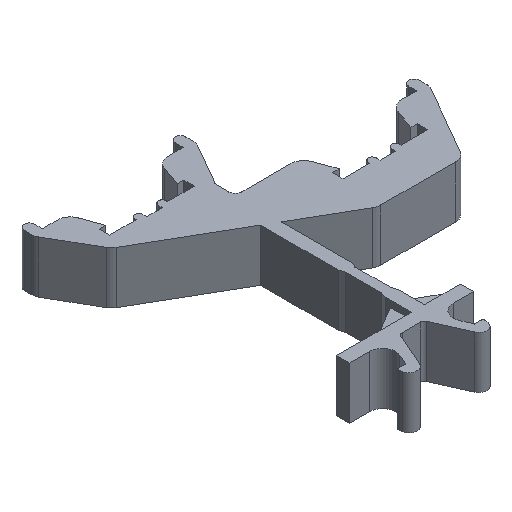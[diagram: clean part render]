
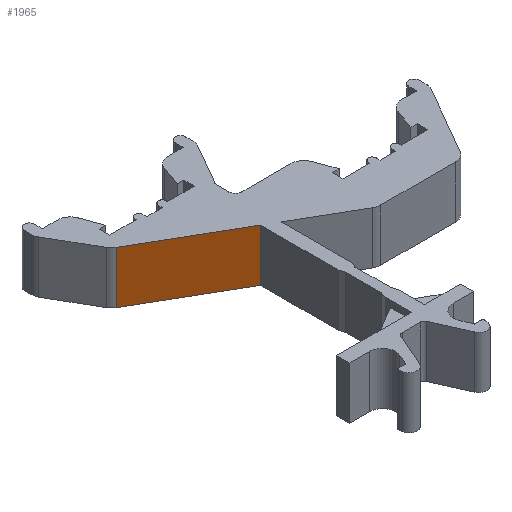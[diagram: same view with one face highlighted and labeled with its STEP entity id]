
A CAD part, isometric view. The second image highlights one B-rep face of the part: STEP entity #1965.
In plain terms, the highlighted planar face has unit normal (-0.5, -0.866, 0).
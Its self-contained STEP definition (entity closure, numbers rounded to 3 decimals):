
#428=DIRECTION('',(0.866,-0.5,0.));
#429=VECTOR('',#428,8.108);
#430=CARTESIAN_POINT('',(-6.022,7.334,-2.));
#431=LINE('',#430,#429);
#432=DIRECTION('',(0.,0.,1.));
#433=VECTOR('',#432,4.);
#434=CARTESIAN_POINT('',(1.,3.28,-2.));
#435=LINE('',#434,#433);
#436=DIRECTION('',(0.,0.,1.));
#437=VECTOR('',#436,4.);
#438=CARTESIAN_POINT('',(-6.022,7.334,-2.));
#439=LINE('',#438,#437);
#904=DIRECTION('',(0.866,-0.5,0.));
#905=VECTOR('',#904,8.108);
#906=CARTESIAN_POINT('',(-6.022,7.334,2.));
#907=LINE('',#906,#905);
#1319=CARTESIAN_POINT('',(1.,3.28,-2.));
#1321=VERTEX_POINT('',#1319);
#1511=CARTESIAN_POINT('',(-6.022,7.334,-2.));
#1512=VERTEX_POINT('',#1511);
#1513=CARTESIAN_POINT('',(1.,3.28,2.));
#1515=VERTEX_POINT('',#1513);
#1699=CARTESIAN_POINT('',(-6.022,7.334,2.));
#1700=VERTEX_POINT('',#1699);
#1952=CARTESIAN_POINT('',(-6.022,7.334,-2.));
#1953=DIRECTION('',(-0.5,-0.866,0.));
#1954=DIRECTION('',(0.866,-0.5,0.));
#1955=AXIS2_PLACEMENT_3D('',#1952,#1953,#1954);
#1956=PLANE('',#1955);
#1957=ORIENTED_EDGE('',*,*,#1932,.F.);
#1959=ORIENTED_EDGE('',*,*,#1958,.T.);
#1961=ORIENTED_EDGE('',*,*,#1960,.T.);
#1962=ORIENTED_EDGE('',*,*,#1943,.F.);
#1963=EDGE_LOOP('',(#1957,#1959,#1961,#1962));
#1964=FACE_OUTER_BOUND('',#1963,.F.);
#1932=EDGE_CURVE('',#1512,#1321,#431,.T.);
#1943=EDGE_CURVE('',#1321,#1515,#435,.T.);
#1958=EDGE_CURVE('',#1512,#1700,#439,.T.);
#1960=EDGE_CURVE('',#1700,#1515,#907,.T.);
#1965=ADVANCED_FACE('',(#1964),#1956,.T.);
